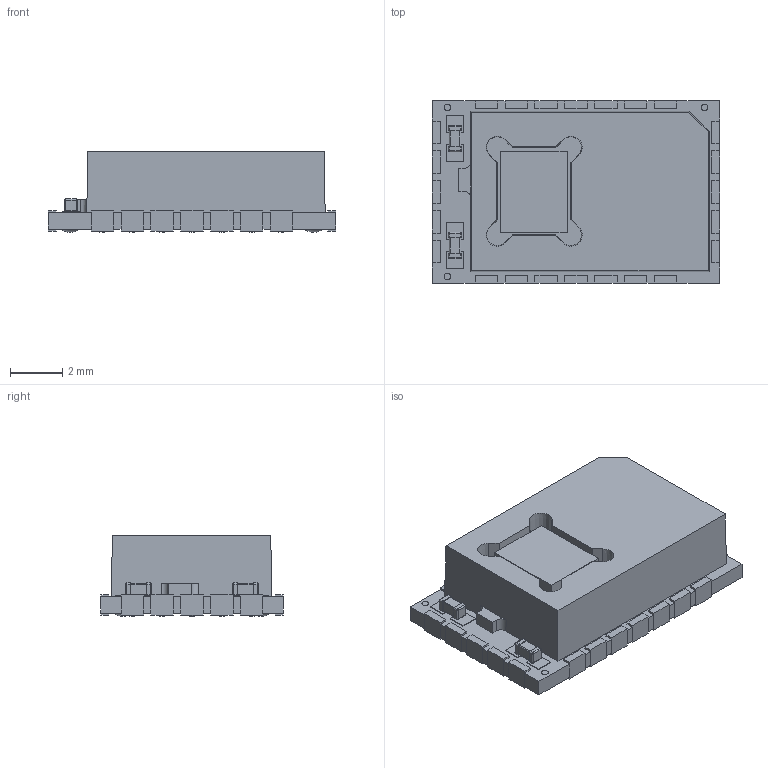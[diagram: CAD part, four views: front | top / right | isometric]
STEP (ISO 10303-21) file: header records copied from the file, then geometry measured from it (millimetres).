
FILE_DESCRIPTION(/* description */ (''),/* implementation_level */ '2;1');
FILE_NAME(/* name */ 'Celera_CE300-4.step',/* time_stamp */ '2024-06-19T16:37:49-04:00',/* author */ (''),/* organization */ (''),/* preprocessor_version */ 'ST-DEVELOPER v20',/* originating_system */ 'Autodesk Translation Framework v13.14.0.145',/* authorisation */ '');
FILE_SCHEMA (('AUTOMOTIVE_DESIGN { 1 0 10303 214 3 1 1 }'));
Length unit declared in the file: inch
Products named in the file (1): (Unsaved)
Bounding box: 11 x 6.99 x 3.1 mm (x, y, z)
Volume: 121.5 mm3; surface area: 450.9 mm2
Topology: 6 solids, 6 shells, 1062 faces, 2649 edges, 1694 vertices
Faces by surface type: plane 937, cylinder 69, bspline 28, sphere 24, cone 4
Full cylindrical faces by diameter (mm): 0.254 x3
Entity records: 32568 total; most frequent: CARTESIAN_POINT 6306, ORIENTED_EDGE 5202, DIRECTION 4857, EDGE_CURVE 2601, LINE 2399, VECTOR 2399, VERTEX_POINT 1694, AXIS2_PLACEMENT_3D 1229
